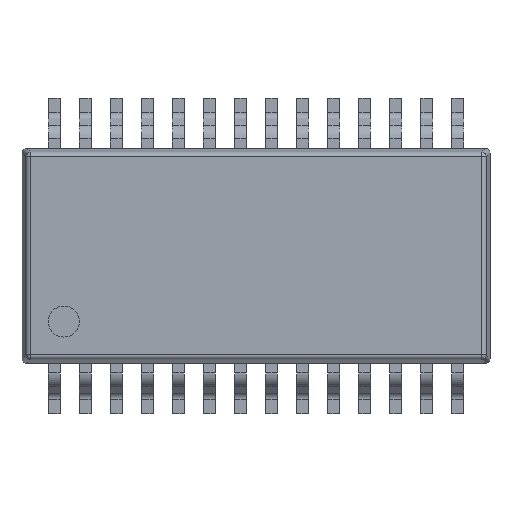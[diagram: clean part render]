
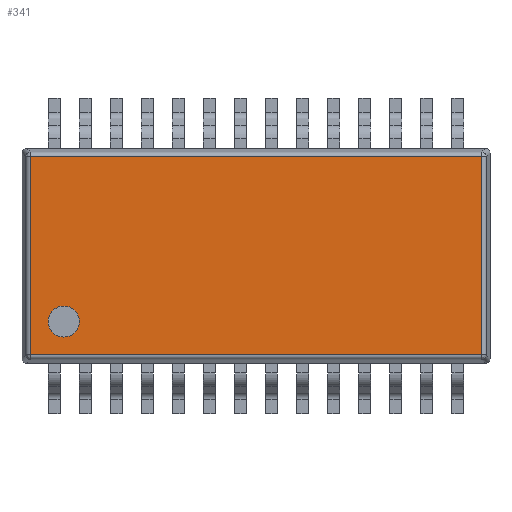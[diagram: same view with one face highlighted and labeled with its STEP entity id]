
A CAD part, top view. The second image highlights one B-rep face of the part: STEP entity #341.
In plain terms, the highlighted planar face has unit normal (0, 0, 1).
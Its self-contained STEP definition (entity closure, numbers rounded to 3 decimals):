
#341=ADVANCED_FACE('',(#4433,#4435),#4437,.T.);
#4433=FACE_BOUND('',#4434,.T.);
#4434=EDGE_LOOP('',(#7713,#7714,#7715,#7716));
#4435=FACE_BOUND('',#4436,.T.);
#4436=EDGE_LOOP('',(#7717));
#4437=PLANE('',#4438);
#4438=AXIS2_PLACEMENT_3D('',#4439,#4440,#4441);
#4439=CARTESIAN_POINT('',(0.,0.,1.2));
#4440=DIRECTION('',(0.,0.,1.));
#4441=DIRECTION('',(1.,0.,0.));
#7713=ORIENTED_EDGE('',*,*,#10037,.T.);
#7714=ORIENTED_EDGE('',*,*,#10038,.T.);
#7715=ORIENTED_EDGE('',*,*,#10039,.T.);
#7716=ORIENTED_EDGE('',*,*,#10040,.T.);
#7717=ORIENTED_EDGE('',*,*,#10041,.T.);
#10037=EDGE_CURVE('',#11255,#11256,#11257,.T.);
#10038=EDGE_CURVE('',#11256,#11258,#11259,.T.);
#10039=EDGE_CURVE('',#11258,#11260,#11261,.T.);
#10040=EDGE_CURVE('',#11260,#11255,#11262,.T.);
#10041=EDGE_CURVE('',#11263,#11263,#11264,.F.);
#11255=VERTEX_POINT('',#13483);
#11256=VERTEX_POINT('',#13484);
#11257=LINE('',#13485,#13486);
#11258=VERTEX_POINT('',#13488);
#11259=LINE('',#13489,#13490);
#11260=VERTEX_POINT('',#13492);
#11261=LINE('',#13493,#13494);
#11262=LINE('',#13496,#13497);
#11263=VERTEX_POINT('',#13499);
#11264=CIRCLE('',#13500,0.325);
#13483=CARTESIAN_POINT('',(4.723,2.073,1.2));
#13484=CARTESIAN_POINT('',(-4.723,2.073,1.2));
#13485=CARTESIAN_POINT('',(4.723,2.073,1.2));
#13486=VECTOR('',#13487,1.);
#13487=DIRECTION('',(-1.,0.,0.));
#13488=CARTESIAN_POINT('',(-4.723,-2.073,1.2));
#13489=CARTESIAN_POINT('',(-4.723,2.073,1.2));
#13490=VECTOR('',#13491,1.);
#13491=DIRECTION('',(0.,-1.,0.));
#13492=CARTESIAN_POINT('',(4.723,-2.073,1.2));
#13493=CARTESIAN_POINT('',(-4.723,-2.073,1.2));
#13494=VECTOR('',#13495,1.);
#13495=DIRECTION('',(1.,0.,0.));
#13496=CARTESIAN_POINT('',(4.723,-2.073,1.2));
#13497=VECTOR('',#13498,1.);
#13498=DIRECTION('',(0.,1.,0.));
#13499=CARTESIAN_POINT('',(-3.7,-1.375,1.2));
#13500=AXIS2_PLACEMENT_3D('',#13501,#13502,#13503);
#13501=CARTESIAN_POINT('',(-4.025,-1.375,1.2));
#13502=DIRECTION('',(0.,0.,1.));
#13503=DIRECTION('',(1.,0.,0.));
